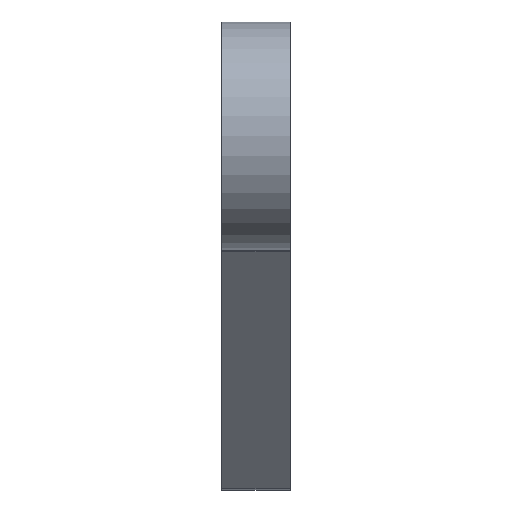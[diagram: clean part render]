
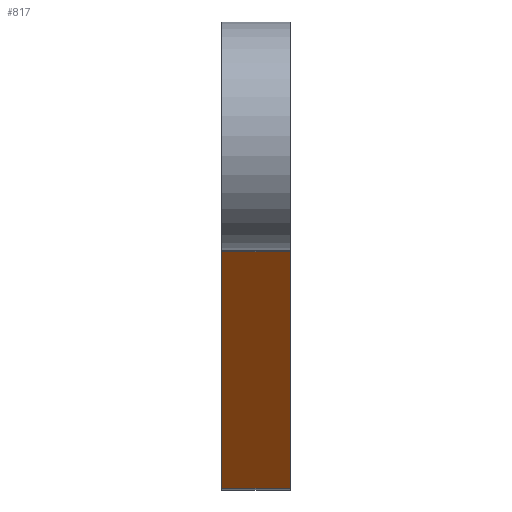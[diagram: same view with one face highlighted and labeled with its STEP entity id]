
A CAD part, left-side view. The second image highlights one B-rep face of the part: STEP entity #817.
In plain terms, the highlighted planar face has unit normal (-0.38, 0, -0.925).
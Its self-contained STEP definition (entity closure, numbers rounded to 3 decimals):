
#13 = CARTESIAN_POINT ( 'NONE',  ( 20.033, 0., -5.075 ) ) ;
#19 = DIRECTION ( 'NONE',  ( -0.925, 0., 0.38 ) ) ;
#48 = VECTOR ( 'NONE', #19, 1000. ) ;
#53 = AXIS2_PLACEMENT_3D ( 'NONE', #286, #96, #470 ) ;
#55 = LINE ( 'NONE', #666, #69 ) ;
#69 = VECTOR ( 'NONE', #225, 1000. ) ;
#96 = DIRECTION ( 'NONE',  ( 0.38, 0., 0.925 ) ) ;
#104 = FACE_OUTER_BOUND ( 'NONE', #270, .T. ) ;
#112 = ORIENTED_EDGE ( 'NONE', *, *, #281, .F. ) ;
#225 = DIRECTION ( 'NONE',  ( 0., -1., 0. ) ) ;
#236 = VERTEX_POINT ( 'NONE', #438 ) ;
#249 = ORIENTED_EDGE ( 'NONE', *, *, #487, .F. ) ;
#270 = EDGE_LOOP ( 'NONE', ( #524, #249, #112, #741 ) ) ;
#281 = EDGE_CURVE ( 'NONE', #236, #289, #598, .T. ) ;
#286 = CARTESIAN_POINT ( 'NONE',  ( 20.033, 3., -5.075 ) ) ;
#289 = VERTEX_POINT ( 'NONE', #457 ) ;
#317 = VECTOR ( 'NONE', #1059, 1000. ) ;
#343 = EDGE_CURVE ( 'NONE', #541, #645, #744, .T. ) ;
#346 = CARTESIAN_POINT ( 'NONE',  ( 20.033, 0., -5.075 ) ) ;
#423 = LINE ( 'NONE', #1041, #772 ) ;
#438 = CARTESIAN_POINT ( 'NONE',  ( 45.229, 3., -15.435 ) ) ;
#457 = CARTESIAN_POINT ( 'NONE',  ( 20.033, 3., -5.075 ) ) ;
#470 = DIRECTION ( 'NONE',  ( 0.925, 0., -0.38 ) ) ;
#487 = EDGE_CURVE ( 'NONE', #289, #645, #55, .T. ) ;
#489 = CARTESIAN_POINT ( 'NONE',  ( 45.229, 0., -15.435 ) ) ;
#524 = ORIENTED_EDGE ( 'NONE', *, *, #343, .T. ) ;
#541 = VERTEX_POINT ( 'NONE', #489 ) ;
#598 = LINE ( 'NONE', #981, #317 ) ;
#645 = VERTEX_POINT ( 'NONE', #346 ) ;
#666 = CARTESIAN_POINT ( 'NONE',  ( 20.033, 3., -5.075 ) ) ;
#693 = DIRECTION ( 'NONE',  ( 0., -1., 0. ) ) ;
#741 = ORIENTED_EDGE ( 'NONE', *, *, #1144, .T. ) ;
#744 = LINE ( 'NONE', #13, #48 ) ;
#772 = VECTOR ( 'NONE', #693, 1000. ) ;
#808 = PLANE ( 'NONE',  #53 ) ;
#817 = ADVANCED_FACE ( 'NONE', ( #104 ), #808, .F. ) ;
#981 = CARTESIAN_POINT ( 'NONE',  ( 20.033, 3., -5.075 ) ) ;
#1041 = CARTESIAN_POINT ( 'NONE',  ( 45.229, 3., -15.435 ) ) ;
#1059 = DIRECTION ( 'NONE',  ( -0.925, 0., 0.38 ) ) ;
#1144 = EDGE_CURVE ( 'NONE', #236, #541, #423, .T. ) ;
